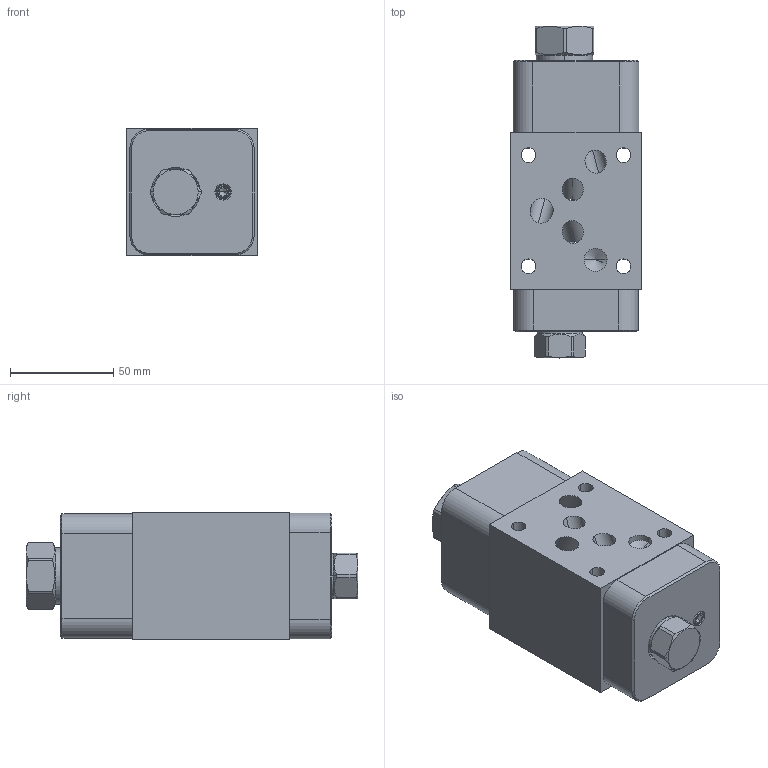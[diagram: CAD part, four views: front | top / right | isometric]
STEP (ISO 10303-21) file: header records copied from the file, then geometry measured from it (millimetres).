
FILE_DESCRIPTION((''),'2;1');
FILE_NAME('YFEVXHNBA_ASM','2019-11-15T',('ProEService'),(''),'PRO/ENGINEER BY PARAMETRIC TECHNOLOGY CORPORATION, 2014200','PRO/ENGINEER BY PARAMETRIC TECHNOLOGY CORPORATION, 2014200','');
FILE_SCHEMA(('CONFIG_CONTROL_DESIGN'));
Length unit declared in the file: inch
Products named in the file (7): 151-517; LRFCXHN; CSABXXN; 340-001; 500-001-014; 700-001; YFEVXHNBA_ASM
Assembly tree (6 placements, depth 2):
  YFEVXHNBA_ASM
    151-517
    LRFCXHN
    CSABXXN
    340-001
    500-001-014
    700-001
Bounding box: 63.5 x 161.11 x 61.93 mm (x, y, z)
Volume: 473541.4 mm3; surface area: 79918.7 mm2
Topology: 11 solids, 13 shells, 481 faces, 1422 edges, 1117 vertices
Faces by surface type: cylinder 192, cone 104, plane 101, torus 51, revolution 24, sphere 9
Entity records: 19444 total; most frequent: CARTESIAN_POINT 6631, DIRECTION 2783, ORIENTED_EDGE 2166, EDGE_CURVE 1083, AXIS2_PLACEMENT_3D 1026, VECTOR 707, LINE 707, VERTEX_POINT 653
